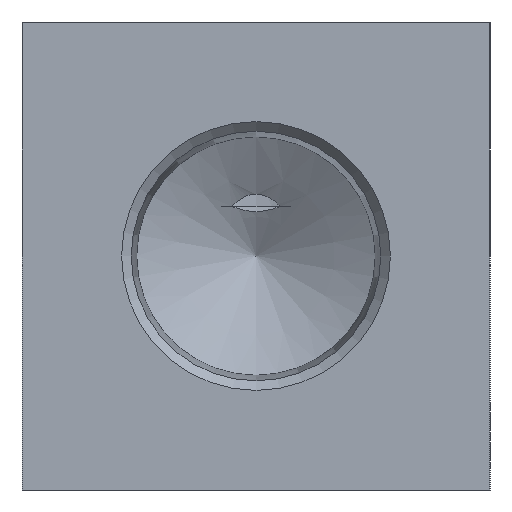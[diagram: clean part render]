
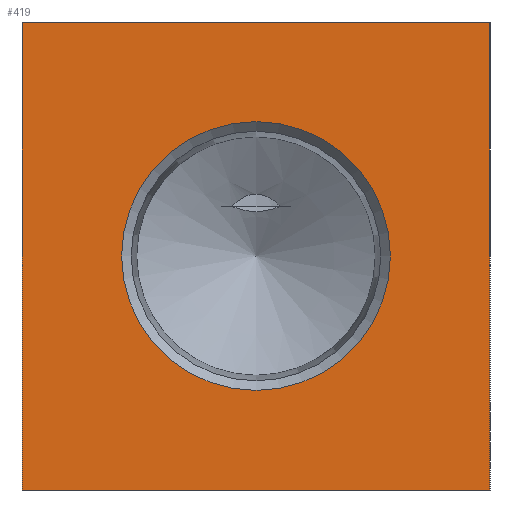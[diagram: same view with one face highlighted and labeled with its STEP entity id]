
A CAD part, left-side view. The second image highlights one B-rep face of the part: STEP entity #419.
In plain terms, the highlighted planar face has unit normal (-1, 0, 0).
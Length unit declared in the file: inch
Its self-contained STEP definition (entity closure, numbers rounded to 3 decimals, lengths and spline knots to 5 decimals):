
#419 = ADVANCED_FACE( '', ( #883, #884 ), #885, .F. );
#883 = FACE_BOUND( '', #1347, .T. );
#884 = FACE_OUTER_BOUND( '', #1348, .T. );
#885 = PLANE( '', #1349 );
#1347 = EDGE_LOOP( '', ( #2557 ) );
#1348 = EDGE_LOOP( '', ( #2558, #2559, #2560, #2561 ) );
#1349 = AXIS2_PLACEMENT_3D( '', #2562, #2563, #2564 );
#2557 = ORIENTED_EDGE( '', *, *, #2955, .T. );
#2558 = ORIENTED_EDGE( '', *, *, #2941, .F. );
#2559 = ORIENTED_EDGE( '', *, *, #3025, .F. );
#2560 = ORIENTED_EDGE( '', *, *, #2840, .F. );
#2561 = ORIENTED_EDGE( '', *, *, #2699, .F. );
#2562 = CARTESIAN_POINT( '', ( 0., 0., 0. ) );
#2563 = DIRECTION( '', ( 1., 0., 0. ) );
#2564 = DIRECTION( '', ( 0., 0., -1. ) );
#2699 = EDGE_CURVE( '', #3247, #3248, #3249, .T. );
#2840 = EDGE_CURVE( '', #3248, #3483, #3484, .T. );
#2941 = EDGE_CURVE( '', #3635, #3247, #3636, .T. );
#2955 = EDGE_CURVE( '', #3654, #3654, #3655, .T. );
#3025 = EDGE_CURVE( '', #3483, #3635, #3741, .T. );
#3247 = VERTEX_POINT( '', #4006 );
#3248 = VERTEX_POINT( '', #4007 );
#3249 = LINE( '', #4008, #4009 );
#3483 = VERTEX_POINT( '', #4330 );
#3484 = LINE( '', #4331, #4332 );
#3635 = VERTEX_POINT( '', #4567 );
#3636 = LINE( '', #4568, #4569 );
#3654 = VERTEX_POINT( '', #4607 );
#3655 = CIRCLE( '', #4608, 0.86148 );
#3741 = LINE( '', #4750, #4751 );
#4006 = CARTESIAN_POINT( '', ( 0., 3., 3. ) );
#4007 = CARTESIAN_POINT( '', ( 0., 0., 3. ) );
#4008 = CARTESIAN_POINT( '', ( 0., 3., 3. ) );
#4009 = VECTOR( '', #4982, 39.37008 );
#4330 = CARTESIAN_POINT( '', ( 0., 0., 0. ) );
#4331 = CARTESIAN_POINT( '', ( 0., 0., 3. ) );
#4332 = VECTOR( '', #5157, 39.37008 );
#4567 = CARTESIAN_POINT( '', ( 0., 3., 0. ) );
#4568 = CARTESIAN_POINT( '', ( 0., 3., 0. ) );
#4569 = VECTOR( '', #5283, 39.37008 );
#4607 = CARTESIAN_POINT( '', ( 0., 1.5, 0.63852 ) );
#4608 = AXIS2_PLACEMENT_3D( '', #5295, #5296, #5297 );
#4750 = CARTESIAN_POINT( '', ( 0., 0., 0. ) );
#4751 = VECTOR( '', #5356, 39.37008 );
#4982 = DIRECTION( '', ( 0., -1., 0. ) );
#5157 = DIRECTION( '', ( 0., 0., -1. ) );
#5283 = DIRECTION( '', ( 0., 0., 1. ) );
#5295 = CARTESIAN_POINT( '', ( 0., 1.5, 1.5 ) );
#5296 = DIRECTION( '', ( 1., 0., 0. ) );
#5297 = DIRECTION( '', ( 0., 0., -1. ) );
#5356 = DIRECTION( '', ( 0., 1., 0. ) );
